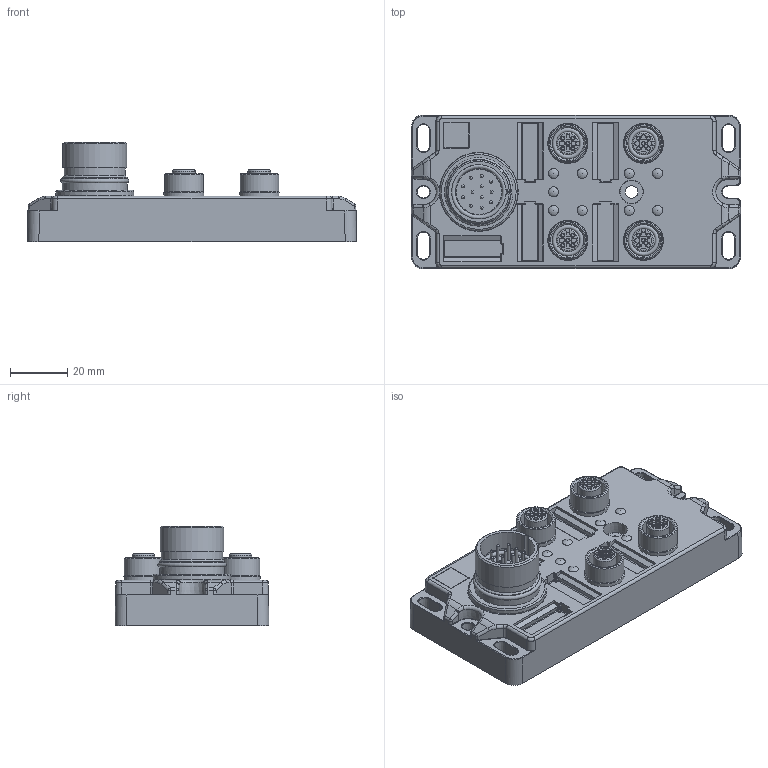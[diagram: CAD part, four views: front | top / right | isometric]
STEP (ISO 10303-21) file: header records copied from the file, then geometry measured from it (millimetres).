
FILE_DESCRIPTION(/* description */ (''),/* implementation_level */ '2;1');
FILE_NAME(/* name */ '5015840__Verteilergehaeuse_4T_part_85763_stp_stp.stp',/* time_stamp */ '2016-04-08T11:43:17+02:00',/* author */ (''),/* organization */ (''),/* preprocessor_version */ 'ST-DEVELOPER v16',/* originating_system */ 'SIEMENS PLM Software NX 10.0',/* authorisation */ '');
FILE_SCHEMA (('AUTOMOTIVE_DESIGN { 1 0 10303 214 3 1 1 1 }'));
Length unit declared in the file: millimetre
Products named in the file (1): 5015840__Verteilergehaeuse_4T_part_85763_stp_stp
Bounding box: 115.4 x 53.96 x 34.9 mm (x, y, z)
Volume: 98862.8 mm3; surface area: 25635 mm2
Topology: 1 solids, 2 shells, 887 faces, 2125 edges, 1327 vertices
Faces by surface type: cylinder 403, plane 250, bspline 154, cone 32, torus 31, sphere 17
Full cylindrical faces by diameter (mm): 1 x12, 1.15 x20, 1.5 x20, 4.388 x1, 11.1 x4, 13.6 x4, 14 x4, 15.9 x1, 16.1 x1, 19.5 x1, 20 x1, 21 x1, 21.5 x1, 22.35 x1, 22.8 x2
Entity records: 31415 total; most frequent: CARTESIAN_POINT 12652, ORIENTED_EDGE 3836, DIRECTION 3747, EDGE_CURVE 1918, AXIS2_PLACEMENT_3D 1489, VERTEX_POINT 1257, EDGE_LOOP 1120, ADVANCED_FACE 887
